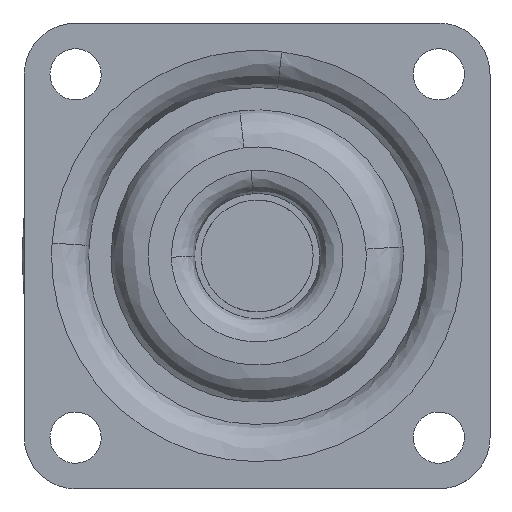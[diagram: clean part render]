
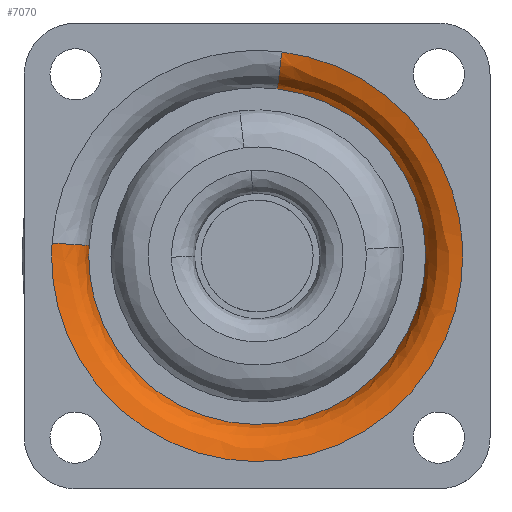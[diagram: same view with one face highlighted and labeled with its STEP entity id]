
A CAD part, top view. The second image highlights one B-rep face of the part: STEP entity #7070.
In plain terms, the highlighted free-form (B-spline) face has degree [2, 2] with [7, 3] control points.
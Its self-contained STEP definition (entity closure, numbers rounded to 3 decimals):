
#6915=CARTESIAN_POINT('',(4.328,35.877,-7.979));
#6916=CARTESIAN_POINT('',(38.208,31.79,-7.979));
#6917=CARTESIAN_POINT('',(36.066,-2.269,-7.979));
#6918=CARTESIAN_POINT('',(33.797,-38.335,-7.979));
#6919=CARTESIAN_POINT('',(-2.269,-36.066,-7.979));
#6920=CARTESIAN_POINT('',(-38.335,-33.797,-7.979));
#6921=CARTESIAN_POINT('',(-36.066,2.269,-7.979));
#6922=CARTESIAN_POINT('',(4.331,35.899,0.556));
#6923=CARTESIAN_POINT('',(38.232,31.809,0.556));
#6924=CARTESIAN_POINT('',(36.088,-2.27,0.556));
#6925=CARTESIAN_POINT('',(33.817,-38.358,0.556));
#6926=CARTESIAN_POINT('',(-2.27,-36.088,0.556));
#6927=CARTESIAN_POINT('',(-38.358,-33.817,0.556));
#6928=CARTESIAN_POINT('',(-36.088,2.27,0.556));
#6929=CARTESIAN_POINT('',(5.351,44.353,-0.018));
#6930=CARTESIAN_POINT('',(47.236,39.3,-0.018));
#6931=CARTESIAN_POINT('',(44.587,-2.805,-0.018));
#6932=CARTESIAN_POINT('',(41.781,-47.392,-0.018));
#6933=CARTESIAN_POINT('',(-2.805,-44.587,-0.018));
#6934=CARTESIAN_POINT('',(-47.392,-41.781,-0.018));
#6935=CARTESIAN_POINT('',(-44.587,2.805,-0.018));
#6943=(BOUNDED_SURFACE()B_SPLINE_SURFACE(2,2,((#6915,#6922,#6929),(#6916,#6923,#6930),(#6917,#6924,#6931),(#6918,#6925,#6932),(#6919,#6926,#6933),(#6920,#6927,#6934),(#6921,#6928,#6935)),.UNSPECIFIED.,.F.,.F.,.U.)B_SPLINE_SURFACE_WITH_KNOTS((3,2,2,3),(3,3),(0.0,71.059,145.078,219.098),(0.0,13.865),.UNSPECIFIED.)GEOMETRIC_REPRESENTATION_ITEM()RATIONAL_B_SPLINE_SURFACE(((0.893,0.61,0.891),(0.657,0.449,0.655),(0.914,0.624,0.912),(0.646,0.441,0.645),(0.914,0.624,0.912),(0.646,0.441,0.645),(0.914,0.624,0.912)))REPRESENTATION_ITEM('')SURFACE());
#6944=CARTESIAN_POINT('',(4.33,35.896,-7.443));
#6945=VERTEX_POINT('',#6944);
#6946=CARTESIAN_POINT('',(36.156,0.0,-7.443));
#6947=VERTEX_POINT('',#6946);
#6948=CARTESIAN_POINT('',(4.33,35.896,-7.443));
#6949=CARTESIAN_POINT('',(36.156,32.057,-7.443));
#6950=CARTESIAN_POINT('',(36.156,0.0,-7.443));
#6958=(BOUNDED_CURVE()B_SPLINE_CURVE(2,(#6948,#6949,#6950),.UNSPECIFIED.,.F.,.U.)B_SPLINE_CURVE_WITH_KNOTS((3,3),(0.271,0.5),.UNSPECIFIED.)CURVE()GEOMETRIC_REPRESENTATION_ITEM()RATIONAL_B_SPLINE_CURVE((0.955,0.731,1.0))REPRESENTATION_ITEM(''));
#6959=EDGE_CURVE('',#6945,#6947,#6958,.T.);
#6960=ORIENTED_EDGE('',*,*,#6959,.T.);
#6961=CARTESIAN_POINT('',(-36.156,0.0,-7.443));
#6962=VERTEX_POINT('',#6961);
#6963=CARTESIAN_POINT('',(36.156,0.0,-7.443));
#6964=CARTESIAN_POINT('',(36.156,-36.156,-7.443));
#6965=CARTESIAN_POINT('',(0.0,-36.156,-7.443));
#6966=CARTESIAN_POINT('',(-36.156,-36.156,-7.443));
#6967=CARTESIAN_POINT('',(-36.156,0.0,-7.443));
#6975=(BOUNDED_CURVE()B_SPLINE_CURVE(2,(#6963,#6964,#6965,#6966,#6967),.UNSPECIFIED.,.F.,.U.)B_SPLINE_CURVE_WITH_KNOTS((3,2,3),(0.5,0.75,1.0),.UNSPECIFIED.)CURVE()GEOMETRIC_REPRESENTATION_ITEM()RATIONAL_B_SPLINE_CURVE((1.0,0.707,1.0,0.707,1.0))REPRESENTATION_ITEM(''));
#6976=EDGE_CURVE('',#6947,#6962,#6975,.T.);
#6977=ORIENTED_EDGE('',*,*,#6976,.T.);
#6978=CARTESIAN_POINT('',(-36.085,2.27,-7.443));
#6979=VERTEX_POINT('',#6978);
#6980=CARTESIAN_POINT('',(-36.156,0.0,-7.443));
#6981=CARTESIAN_POINT('',(-36.156,1.136,-7.443));
#6982=CARTESIAN_POINT('',(-36.085,2.27,-7.443));
#6990=(BOUNDED_CURVE()B_SPLINE_CURVE(2,(#6980,#6981,#6982),.UNSPECIFIED.,.F.,.U.)B_SPLINE_CURVE_WITH_KNOTS((3,3),(0.0,0.011),.UNSPECIFIED.)CURVE()GEOMETRIC_REPRESENTATION_ITEM()RATIONAL_B_SPLINE_CURVE((1.0,0.987,0.975))REPRESENTATION_ITEM(''));
#6991=EDGE_CURVE('',#6962,#6979,#6990,.T.);
#6992=ORIENTED_EDGE('',*,*,#6991,.T.);
#6993=CARTESIAN_POINT('',(-44.05,2.771,0.));
#6994=VERTEX_POINT('',#6993);
#6995=CARTESIAN_POINT('',(-36.085,2.27,-7.443));
#6996=CARTESIAN_POINT('',(-36.604,2.303,0.));
#6997=CARTESIAN_POINT('',(-44.05,2.771,0.));
#7005=(BOUNDED_CURVE()B_SPLINE_CURVE(2,(#6995,#6996,#6997),.UNSPECIFIED.,.F.,.U.)B_SPLINE_CURVE_WITH_KNOTS((3,3),(-1.721,-0.285),.UNSPECIFIED.)CURVE()GEOMETRIC_REPRESENTATION_ITEM()RATIONAL_B_SPLINE_CURVE((0.889,0.649,0.887))REPRESENTATION_ITEM(''));
#7006=EDGE_CURVE('',#6979,#6994,#7005,.T.);
#7007=ORIENTED_EDGE('',*,*,#7006,.T.);
#7008=CARTESIAN_POINT('',(-44.137,0.0,0.0));
#7009=VERTEX_POINT('',#7008);
#7010=CARTESIAN_POINT('',(-44.137,0.0,0.0));
#7011=CARTESIAN_POINT('',(-44.137,1.387,0.0));
#7012=CARTESIAN_POINT('',(-44.05,2.771,0.));
#7020=(BOUNDED_CURVE()B_SPLINE_CURVE(2,(#7010,#7011,#7012),.UNSPECIFIED.,.F.,.U.)B_SPLINE_CURVE_WITH_KNOTS((3,3),(0.0,0.011),.UNSPECIFIED.)CURVE()GEOMETRIC_REPRESENTATION_ITEM()RATIONAL_B_SPLINE_CURVE((1.0,0.987,0.975))REPRESENTATION_ITEM(''));
#7021=EDGE_CURVE('',#7009,#6994,#7020,.T.);
#7022=ORIENTED_EDGE('',*,*,#7021,.F.);
#7023=CARTESIAN_POINT('',(44.137,0.0,0.0));
#7024=VERTEX_POINT('',#7023);
#7025=CARTESIAN_POINT('',(44.137,0.0,0.0));
#7026=CARTESIAN_POINT('',(44.137,-44.137,0.0));
#7027=CARTESIAN_POINT('',(0.0,-44.137,0.0));
#7028=CARTESIAN_POINT('',(-44.137,-44.137,0.0));
#7029=CARTESIAN_POINT('',(-44.137,0.0,0.0));
#7037=(BOUNDED_CURVE()B_SPLINE_CURVE(2,(#7025,#7026,#7027,#7028,#7029),.UNSPECIFIED.,.F.,.U.)B_SPLINE_CURVE_WITH_KNOTS((3,2,3),(0.5,0.75,1.0),.UNSPECIFIED.)CURVE()GEOMETRIC_REPRESENTATION_ITEM()RATIONAL_B_SPLINE_CURVE((1.0,0.707,1.0,0.707,1.0))REPRESENTATION_ITEM(''));
#7038=EDGE_CURVE('',#7024,#7009,#7037,.T.);
#7039=ORIENTED_EDGE('',*,*,#7038,.F.);
#7040=CARTESIAN_POINT('',(5.286,43.819,0.));
#7041=VERTEX_POINT('',#7040);
#7042=CARTESIAN_POINT('',(5.286,43.819,0.));
#7043=CARTESIAN_POINT('',(44.137,39.132,0.0));
#7044=CARTESIAN_POINT('',(44.137,0.0,0.0));
#7052=(BOUNDED_CURVE()B_SPLINE_CURVE(2,(#7042,#7043,#7044),.UNSPECIFIED.,.F.,.U.)B_SPLINE_CURVE_WITH_KNOTS((3,3),(0.271,0.5),.UNSPECIFIED.)CURVE()GEOMETRIC_REPRESENTATION_ITEM()RATIONAL_B_SPLINE_CURVE((0.955,0.731,1.0))REPRESENTATION_ITEM(''));
#7053=EDGE_CURVE('',#7041,#7024,#7052,.T.);
#7054=ORIENTED_EDGE('',*,*,#7053,.F.);
#7055=CARTESIAN_POINT('',(4.33,35.896,-7.443));
#7056=CARTESIAN_POINT('',(4.393,36.412,0.));
#7057=CARTESIAN_POINT('',(5.286,43.819,0.));
#7065=(BOUNDED_CURVE()B_SPLINE_CURVE(2,(#7055,#7056,#7057),.UNSPECIFIED.,.F.,.U.)B_SPLINE_CURVE_WITH_KNOTS((3,3),(-1.721,-0.285),.UNSPECIFIED.)CURVE()GEOMETRIC_REPRESENTATION_ITEM()RATIONAL_B_SPLINE_CURVE((0.869,0.635,0.867))REPRESENTATION_ITEM(''));
#7066=EDGE_CURVE('',#6945,#7041,#7065,.T.);
#7067=ORIENTED_EDGE('',*,*,#7066,.F.);
#7068=EDGE_LOOP('',(#6960,#6977,#6992,#7007,#7022,#7039,#7054,#7067));
#7069=FACE_OUTER_BOUND('',#7068,.T.);
#7070=ADVANCED_FACE('',(#7069),#6943,.T.);
